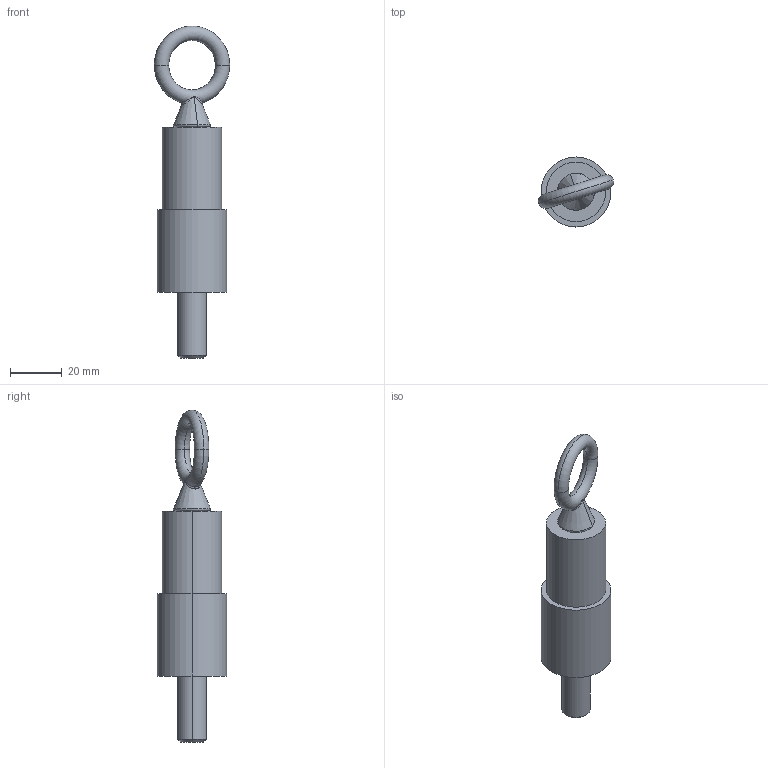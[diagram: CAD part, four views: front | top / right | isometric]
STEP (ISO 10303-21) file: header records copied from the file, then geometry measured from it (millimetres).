
FILE_DESCRIPTION (( 'STEP AP214' ), '1' );
FILE_NAME ('Tender Descender.STEP', '2023-12-05T17:18:30', ( '' ), ( '' ), 'SwSTEP 2.0', 'SolidWorks 2022', '' );
FILE_SCHEMA (( 'AUTOMOTIVE_DESIGN' ));
Length unit declared in the file: inch
Products named in the file (3): TD Main Shaft; 3014T45_Steel Eyebolt with Shoulder - for Lifting_3014T45; Tender Descender
Assembly tree (2 placements, depth 2):
  Tender Descender
    TD Main Shaft
    3014T45_Steel Eyebolt with Shoulder - for Lifting_3014T45
Bounding box: 29.01 x 26.92 x 127.79 mm (x, y, z)
Volume: 36180.7 mm3; surface area: 10042.8 mm2
Topology: 2 solids, 2 shells, 76 faces, 198 edges, 128 vertices
Faces by surface type: cylinder 48, cone 10, plane 7, torus 6, bspline 5
Entity records: 6045 total; most frequent: CARTESIAN_POINT 4291, ORIENTED_EDGE 396, DIRECTION 292, EDGE_CURVE 198, VERTEX_POINT 128, AXIS2_PLACEMENT_3D 118, EDGE_LOOP 80, FACE_OUTER_BOUND 76
